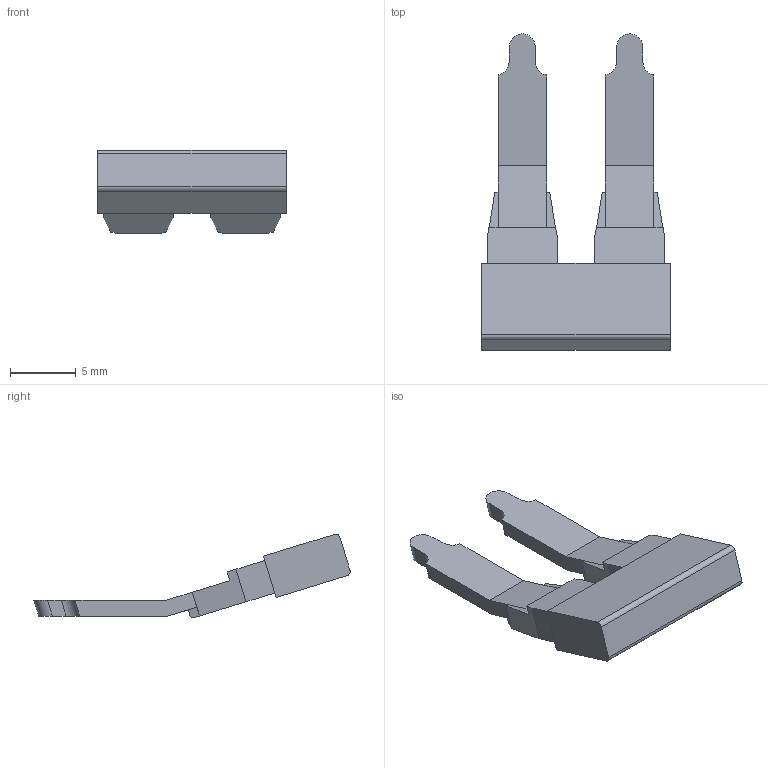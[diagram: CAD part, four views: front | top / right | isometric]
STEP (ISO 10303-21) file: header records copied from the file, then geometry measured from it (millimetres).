
FILE_DESCRIPTION(('Creo Elements/Direct Modeling STEP Export'),'2;1');
FILE_NAME('model.stp','2021-03-01T 8:50:12',(''),(''),'Creo Elements/Direct Modeling STEP processor for AP214 (Solid Model)','Creo Elements/Direct Modeling 20.1D 10-Oct-2020 (C) Parametric Technology GmbH','');
FILE_SCHEMA(('AUTOMOTIVE_DESIGN { 1 0 10303 214 1 1 1 1 }'));
Length unit declared in the file: millimetre
Products named in the file (2): EB_2_8_OG-select
Assembly tree (1 placements, depth 2):
  EB_2_8_OG-select
    EB_2_8_OG-select
Bounding box: 14.4 x 24.14 x 6.37 mm (x, y, z)
Volume: 518.3 mm3; surface area: 686.1 mm2
Topology: 1 solids, 1 shells, 60 faces, 160 edges, 104 vertices
Faces by surface type: plane 50, cylinder 10
Entity records: 2350 total; most frequent: CARTESIAN_POINT 323, ORIENTED_EDGE 320, DIRECTION 298, EDGE_CURVE 160, VECTOR 140, LINE 140, VERTEX_POINT 104, AXIS2_PLACEMENT_3D 79
